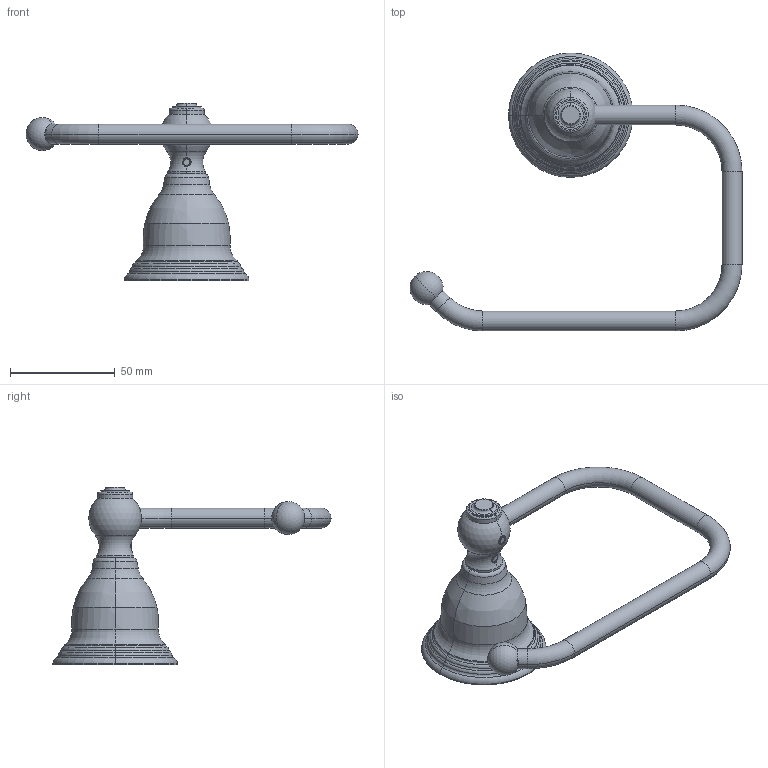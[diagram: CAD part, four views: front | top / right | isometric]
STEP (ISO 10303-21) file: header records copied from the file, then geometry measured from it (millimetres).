
FILE_DESCRIPTION((''),'2;1');
FILE_NAME('12-27_WEB','2010-08-12T',('project'),(''),'PRO/ENGINEER BY PARAMETRIC TECHNOLOGY CORPORATION, 2009300','PRO/ENGINEER BY PARAMETRIC TECHNOLOGY CORPORATION, 2009300','');
FILE_SCHEMA(('CONFIG_CONTROL_DESIGN'));
Length unit declared in the file: inch
Products named in the file (1): 12-27_WEB
Bounding box: 158.64 x 132.91 x 84.66 mm (x, y, z)
Surface area: 23567.4 mm2 (no closed solid volume)
Topology: 0 solids, 10 shells, 79 faces, 213 edges, 136 vertices
Faces by surface type: torus 32, cylinder 18, bspline 9, plane 8, cone 8, sphere 4
Entity records: 4268 total; most frequent: CARTESIAN_POINT 2322, DIRECTION 436, ORIENTED_EDGE 351, EDGE_CURVE 211, AXIS2_PLACEMENT_3D 201, VERTEX_POINT 136, CIRCLE 131, EDGE_LOOP 79
